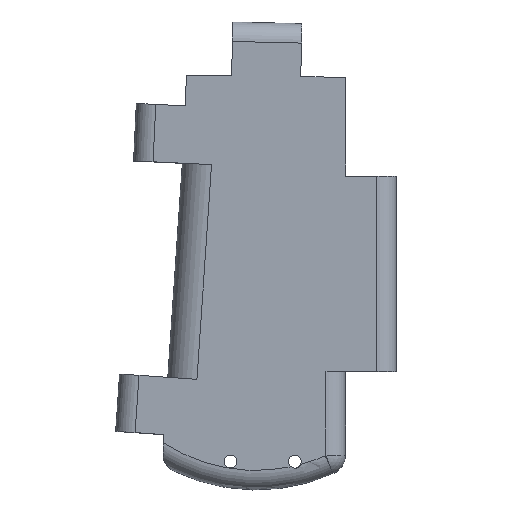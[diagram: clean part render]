
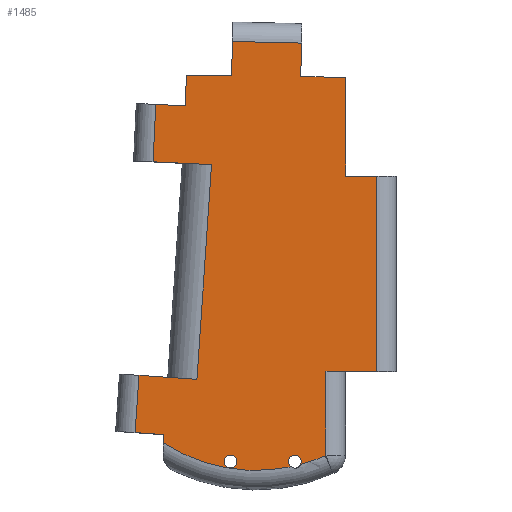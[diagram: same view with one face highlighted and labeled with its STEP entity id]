
A CAD part, top view. The second image highlights one B-rep face of the part: STEP entity #1485.
In plain terms, the highlighted planar face has unit normal (0, 0, 1).
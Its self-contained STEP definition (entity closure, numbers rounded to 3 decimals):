
#53=FACE_BOUND('',#232,.T.);
#85=PLANE('',#1637);
#149=FACE_OUTER_BOUND('',#231,.T.);
#231=EDGE_LOOP('',(#1269,#1270,#1271,#1272,#1273,#1274,#1275,#1276,#1277,
#1278,#1279,#1280,#1281,#1282,#1283,#1284,#1285,#1286,#1287,#1288,#1289,
#1290,#1291,#1292));
#232=EDGE_LOOP('',(#1293));
#282=LINE('',#2137,#425);
#374=LINE('',#2424,#517);
#383=LINE('',#2470,#526);
#384=LINE('',#2472,#527);
#385=LINE('',#2474,#528);
#386=LINE('',#2476,#529);
#387=LINE('',#2477,#530);
#388=LINE('',#2480,#531);
#389=LINE('',#2482,#532);
#390=LINE('',#2484,#533);
#391=LINE('',#2486,#534);
#392=LINE('',#2488,#535);
#393=LINE('',#2490,#536);
#394=LINE('',#2492,#537);
#395=LINE('',#2494,#538);
#396=LINE('',#2496,#539);
#397=LINE('',#2498,#540);
#398=LINE('',#2500,#541);
#399=LINE('',#2501,#542);
#425=VECTOR('',#1716,10.);
#517=VECTOR('',#1938,10.);
#526=VECTOR('',#1993,10.);
#527=VECTOR('',#1994,10.);
#528=VECTOR('',#1995,10.);
#529=VECTOR('',#1996,10.);
#530=VECTOR('',#1997,10.);
#531=VECTOR('',#2000,10.);
#532=VECTOR('',#2001,10.);
#533=VECTOR('',#2002,10.);
#534=VECTOR('',#2003,10.);
#535=VECTOR('',#2004,10.);
#536=VECTOR('',#2005,10.);
#537=VECTOR('',#2006,10.);
#538=VECTOR('',#2007,10.);
#539=VECTOR('',#2008,10.);
#540=VECTOR('',#2009,10.);
#541=VECTOR('',#2010,10.);
#542=VECTOR('',#2011,10.);
#587=CIRCLE('',#1580,0.657);
#590=CIRCLE('',#1585,0.657);
#591=CIRCLE('',#1586,0.657);
#592=CIRCLE('',#1589,17.302);
#595=CIRCLE('',#1592,17.302);
#612=CIRCLE('',#1638,2.);
#635=VERTEX_POINT('',#2133);
#637=VERTEX_POINT('',#2136);
#701=VERTEX_POINT('',#2286);
#704=VERTEX_POINT('',#2296);
#705=VERTEX_POINT('',#2298);
#706=VERTEX_POINT('',#2300);
#707=VERTEX_POINT('',#2319);
#711=VERTEX_POINT('',#2349);
#727=VERTEX_POINT('',#2420);
#729=VERTEX_POINT('',#2423);
#743=VERTEX_POINT('',#2469);
#744=VERTEX_POINT('',#2471);
#745=VERTEX_POINT('',#2473);
#746=VERTEX_POINT('',#2475);
#747=VERTEX_POINT('',#2479);
#748=VERTEX_POINT('',#2481);
#749=VERTEX_POINT('',#2483);
#750=VERTEX_POINT('',#2485);
#751=VERTEX_POINT('',#2487);
#752=VERTEX_POINT('',#2489);
#753=VERTEX_POINT('',#2491);
#754=VERTEX_POINT('',#2493);
#755=VERTEX_POINT('',#2495);
#756=VERTEX_POINT('',#2497);
#757=VERTEX_POINT('',#2499);
#785=EDGE_CURVE('',#637,#635,#282,.T.);
#861=EDGE_CURVE('',#701,#701,#587,.T.);
#866=EDGE_CURVE('',#704,#705,#590,.T.);
#868=EDGE_CURVE('',#706,#704,#591,.T.);
#870=EDGE_CURVE('',#707,#705,#592,.T.);
#875=EDGE_CURVE('',#706,#711,#595,.T.);
#911=EDGE_CURVE('',#729,#727,#374,.T.);
#935=EDGE_CURVE('',#637,#743,#383,.T.);
#936=EDGE_CURVE('',#744,#635,#384,.T.);
#937=EDGE_CURVE('',#744,#745,#385,.T.);
#938=EDGE_CURVE('',#746,#745,#386,.T.);
#939=EDGE_CURVE('',#707,#746,#387,.T.);
#940=EDGE_CURVE('',#711,#729,#612,.T.);
#941=EDGE_CURVE('',#747,#727,#388,.T.);
#942=EDGE_CURVE('',#747,#748,#389,.T.);
#943=EDGE_CURVE('',#749,#748,#390,.T.);
#944=EDGE_CURVE('',#750,#749,#391,.T.);
#945=EDGE_CURVE('',#751,#750,#392,.T.);
#946=EDGE_CURVE('',#752,#751,#393,.T.);
#947=EDGE_CURVE('',#752,#753,#394,.T.);
#948=EDGE_CURVE('',#754,#753,#395,.T.);
#949=EDGE_CURVE('',#755,#754,#396,.T.);
#950=EDGE_CURVE('',#756,#755,#397,.T.);
#951=EDGE_CURVE('',#757,#756,#398,.T.);
#952=EDGE_CURVE('',#757,#743,#399,.T.);
#1269=ORIENTED_EDGE('',*,*,#935,.F.);
#1270=ORIENTED_EDGE('',*,*,#785,.T.);
#1271=ORIENTED_EDGE('',*,*,#936,.F.);
#1272=ORIENTED_EDGE('',*,*,#937,.T.);
#1273=ORIENTED_EDGE('',*,*,#938,.F.);
#1274=ORIENTED_EDGE('',*,*,#939,.F.);
#1275=ORIENTED_EDGE('',*,*,#870,.T.);
#1276=ORIENTED_EDGE('',*,*,#866,.F.);
#1277=ORIENTED_EDGE('',*,*,#868,.F.);
#1278=ORIENTED_EDGE('',*,*,#875,.T.);
#1279=ORIENTED_EDGE('',*,*,#940,.T.);
#1280=ORIENTED_EDGE('',*,*,#911,.T.);
#1281=ORIENTED_EDGE('',*,*,#941,.F.);
#1282=ORIENTED_EDGE('',*,*,#942,.T.);
#1283=ORIENTED_EDGE('',*,*,#943,.F.);
#1284=ORIENTED_EDGE('',*,*,#944,.F.);
#1285=ORIENTED_EDGE('',*,*,#945,.F.);
#1286=ORIENTED_EDGE('',*,*,#946,.F.);
#1287=ORIENTED_EDGE('',*,*,#947,.T.);
#1288=ORIENTED_EDGE('',*,*,#948,.F.);
#1289=ORIENTED_EDGE('',*,*,#949,.F.);
#1290=ORIENTED_EDGE('',*,*,#950,.F.);
#1291=ORIENTED_EDGE('',*,*,#951,.F.);
#1292=ORIENTED_EDGE('',*,*,#952,.T.);
#1293=ORIENTED_EDGE('',*,*,#861,.F.);
#1485=ADVANCED_FACE('',(#149,#53),#85,.T.);
#1580=AXIS2_PLACEMENT_3D('',#2288,#1833,#1834);
#1585=AXIS2_PLACEMENT_3D('',#2299,#1845,#1846);
#1586=AXIS2_PLACEMENT_3D('',#2315,#1847,#1848);
#1589=AXIS2_PLACEMENT_3D('',#2320,#1854,#1855);
#1592=AXIS2_PLACEMENT_3D('',#2351,#1860,#1861);
#1637=AXIS2_PLACEMENT_3D('',#2468,#1991,#1992);
#1638=AXIS2_PLACEMENT_3D('',#2478,#1998,#1999);
#1716=DIRECTION('',(-0.068,-0.998,0.));
#1833=DIRECTION('center_axis',(0.,0.,1.));
#1834=DIRECTION('ref_axis',(1.,0.,0.));
#1845=DIRECTION('center_axis',(0.,0.,1.));
#1846=DIRECTION('ref_axis',(1.,0.,0.));
#1847=DIRECTION('center_axis',(0.,0.,1.));
#1848=DIRECTION('ref_axis',(1.,0.,0.));
#1854=DIRECTION('center_axis',(0.,0.,1.));
#1855=DIRECTION('ref_axis',(-0.019,-1.,0.));
#1860=DIRECTION('center_axis',(0.,0.,1.));
#1861=DIRECTION('ref_axis',(-0.019,-1.,0.));
#1938=DIRECTION('',(0.,1.,0.));
#1991=DIRECTION('center_axis',(0.,0.,1.));
#1992=DIRECTION('ref_axis',(1.,0.,0.));
#1993=DIRECTION('',(-0.999,0.047,0.));
#1994=DIRECTION('',(0.998,-0.068,0.));
#1995=DIRECTION('',(-0.068,-0.998,0.));
#1996=DIRECTION('',(-0.998,0.068,0.));
#1997=DIRECTION('',(0.033,0.999,0.));
#1998=DIRECTION('center_axis',(0.,0.,-1.));
#1999=DIRECTION('ref_axis',(0.409,-0.913,0.));
#2000=DIRECTION('',(-1.,0.,0.));
#2001=DIRECTION('',(0.,1.,0.));
#2002=DIRECTION('',(1.,0.,0.));
#2003=DIRECTION('',(0.,-1.,0.));
#2004=DIRECTION('',(1.,-0.014,0.));
#2005=DIRECTION('',(-0.023,-1.,0.));
#2006=DIRECTION('',(-1.,0.023,0.));
#2007=DIRECTION('',(0.023,1.,0.));
#2008=DIRECTION('',(1.,-0.014,0.));
#2009=DIRECTION('',(0.047,0.999,0.));
#2010=DIRECTION('',(0.999,-0.047,0.));
#2011=DIRECTION('',(-0.047,-0.999,0.));
#2133=CARTESIAN_POINT('',(-6.802,-11.498,4.));
#2136=CARTESIAN_POINT('',(-5.302,10.513,4.));
#2137=CARTESIAN_POINT('',(-5.611,5.976,4.));
#2286=CARTESIAN_POINT('',(-4.018,-19.929,4.));
#2288=CARTESIAN_POINT('Origin',(-3.362,-19.929,4.));
#2296=CARTESIAN_POINT('',(2.582,-19.929,4.));
#2298=CARTESIAN_POINT('',(2.857,-20.463,4.));
#2299=CARTESIAN_POINT('Origin',(3.238,-19.929,4.));
#2300=CARTESIAN_POINT('',(3.823,-20.229,4.));
#2315=CARTESIAN_POINT('Origin',(3.238,-19.929,4.));
#2319=CARTESIAN_POINT('',(-10.222,-18.01,4.));
#2320=CARTESIAN_POINT('Origin',(-0.738,-3.539,4.));
#2349=CARTESIAN_POINT('',(6.333,-19.33,4.));
#2351=CARTESIAN_POINT('Origin',(-0.738,-3.539,4.));
#2420=CARTESIAN_POINT('',(6.432,-10.691,4.));
#2423=CARTESIAN_POINT('',(6.432,-19.289,4.));
#2424=CARTESIAN_POINT('',(6.432,-10.003,4.));
#2468=CARTESIAN_POINT('Origin',(-0.745,1.148,4.));
#2469=CARTESIAN_POINT('',(-11.296,10.797,4.));
#2470=CARTESIAN_POINT('',(-13.294,10.891,4.));
#2471=CARTESIAN_POINT('',(-12.741,-11.094,4.));
#2472=CARTESIAN_POINT('',(-9.795,-11.295,4.));
#2473=CARTESIAN_POINT('',(-13.141,-16.967,4.));
#2474=CARTESIAN_POINT('',(-12.298,-4.594,4.));
#2475=CARTESIAN_POINT('',(-10.195,-17.168,4.));
#2476=CARTESIAN_POINT('',(-15.136,-16.831,4.));
#2477=CARTESIAN_POINT('',(-10.195,-17.168,4.));
#2478=CARTESIAN_POINT('Origin',(7.15,-21.155,4.));
#2479=CARTESIAN_POINT('',(11.647,-10.691,4.));
#2480=CARTESIAN_POINT('',(8.432,-10.691,4.));
#2481=CARTESIAN_POINT('',(11.647,9.335,4.));
#2482=CARTESIAN_POINT('',(11.647,-4.771,4.));
#2483=CARTESIAN_POINT('',(8.432,9.335,4.));
#2484=CARTESIAN_POINT('',(13.647,9.335,4.));
#2485=CARTESIAN_POINT('',(8.432,19.463,4.));
#2486=CARTESIAN_POINT('',(8.432,9.335,4.));
#2487=CARTESIAN_POINT('',(3.844,19.527,4.));
#2488=CARTESIAN_POINT('',(8.432,19.463,4.));
#2489=CARTESIAN_POINT('',(3.925,22.972,4.));
#2490=CARTESIAN_POINT('',(3.844,19.527,4.));
#2491=CARTESIAN_POINT('',(-3.164,23.138,4.));
#2492=CARTESIAN_POINT('',(1.847,23.021,4.));
#2493=CARTESIAN_POINT('',(-3.243,19.626,4.));
#2494=CARTESIAN_POINT('',(-3.119,25.138,4.));
#2495=CARTESIAN_POINT('',(-7.872,19.691,4.));
#2496=CARTESIAN_POINT('',(-3.243,19.626,4.));
#2497=CARTESIAN_POINT('',(-8.021,16.545,4.));
#2498=CARTESIAN_POINT('',(-7.872,19.691,4.));
#2499=CARTESIAN_POINT('',(-11.017,16.687,4.));
#2500=CARTESIAN_POINT('',(-8.021,16.545,4.));
#2501=CARTESIAN_POINT('',(-11.373,9.178,4.));
